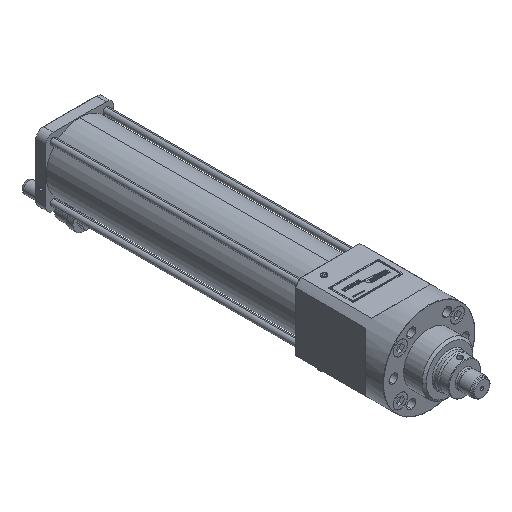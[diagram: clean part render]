
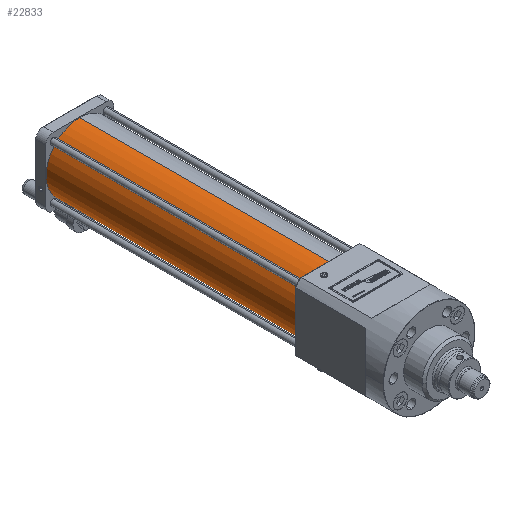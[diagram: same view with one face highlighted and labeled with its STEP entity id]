
A CAD part, isometric view. The second image highlights one B-rep face of the part: STEP entity #22833.
In plain terms, the highlighted cylindrical face has radius 66 mm (diameter 132 mm), a partial arc.
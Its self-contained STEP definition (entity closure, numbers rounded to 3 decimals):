
#426 = VERTEX_POINT ( 'NONE', #11586 ) ;
#990 = DIRECTION ( 'NONE',  ( 0., -1., 0. ) ) ;
#4313 = CARTESIAN_POINT ( 'NONE',  ( 0., 686., 0. ) ) ;
#5369 = ORIENTED_EDGE ( 'NONE', *, *, #34494, .T. ) ;
#5628 = EDGE_CURVE ( 'NONE', #426, #12586, #29338, .T. ) ;
#7208 = DIRECTION ( 'NONE',  ( 0., -1., 0. ) ) ;
#7327 = CARTESIAN_POINT ( 'NONE',  ( 0., 686., 0. ) ) ;
#7370 = DIRECTION ( 'NONE',  ( 0., 0., 1. ) ) ;
#9473 = AXIS2_PLACEMENT_3D ( 'NONE', #13248, #34541, #16317 ) ;
#9963 = CARTESIAN_POINT ( 'NONE',  ( 0., 195., -66. ) ) ;
#10021 = CIRCLE ( 'NONE', #9473, 66. ) ;
#10702 = FACE_OUTER_BOUND ( 'NONE', #35499, .T. ) ;
#11586 = CARTESIAN_POINT ( 'NONE',  ( 0., 686., -66. ) ) ;
#12586 = VERTEX_POINT ( 'NONE', #9963 ) ;
#13107 = VERTEX_POINT ( 'NONE', #13259 ) ;
#13123 = CARTESIAN_POINT ( 'NONE',  ( 0., 686., 66. ) ) ;
#13248 = CARTESIAN_POINT ( 'NONE',  ( 0., 195., 0. ) ) ;
#13259 = CARTESIAN_POINT ( 'NONE',  ( 0., 686., 66. ) ) ;
#15477 = EDGE_CURVE ( 'NONE', #426, #13107, #26897, .T. ) ;
#16317 = DIRECTION ( 'NONE',  ( 1., 0., 0. ) ) ;
#16536 = VERTEX_POINT ( 'NONE', #36267 ) ;
#17950 = VECTOR ( 'NONE', #28329, 1000. ) ;
#19231 = CARTESIAN_POINT ( 'NONE',  ( 0., 686., -66. ) ) ;
#22335 = EDGE_CURVE ( 'NONE', #13107, #16536, #34121, .T. ) ;
#22833 = ADVANCED_FACE ( 'NONE', ( #10702 ), #25049, .T. ) ;
#22857 = ORIENTED_EDGE ( 'NONE', *, *, #22335, .F. ) ;
#24108 = VECTOR ( 'NONE', #990, 1000. ) ;
#25049 = CYLINDRICAL_SURFACE ( 'NONE', #32500, 66. ) ;
#25607 = DIRECTION ( 'NONE',  ( 0., 1., 0. ) ) ;
#25612 = AXIS2_PLACEMENT_3D ( 'NONE', #4313, #25607, #7370 ) ;
#26897 = CIRCLE ( 'NONE', #25612, 66. ) ;
#28329 = DIRECTION ( 'NONE',  ( 0., -1., 0. ) ) ;
#29067 = ORIENTED_EDGE ( 'NONE', *, *, #5628, .T. ) ;
#29338 = LINE ( 'NONE', #19231, #24108 ) ;
#31711 = DIRECTION ( 'NONE',  ( 0., 0., -1. ) ) ;
#32500 = AXIS2_PLACEMENT_3D ( 'NONE', #7327, #7208, #31711 ) ;
#32639 = ORIENTED_EDGE ( 'NONE', *, *, #15477, .F. ) ;
#34121 = LINE ( 'NONE', #13123, #17950 ) ;
#34494 = EDGE_CURVE ( 'NONE', #12586, #16536, #10021, .T. ) ;
#34541 = DIRECTION ( 'NONE',  ( 0., 1., 0. ) ) ;
#35499 = EDGE_LOOP ( 'NONE', ( #22857, #32639, #29067, #5369 ) ) ;
#36267 = CARTESIAN_POINT ( 'NONE',  ( 0., 195., 66. ) ) ;
